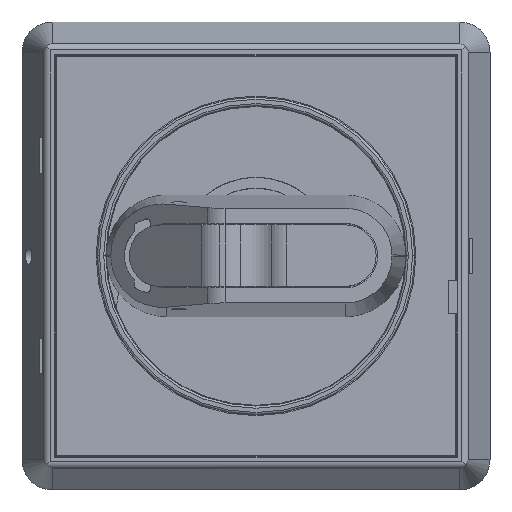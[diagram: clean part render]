
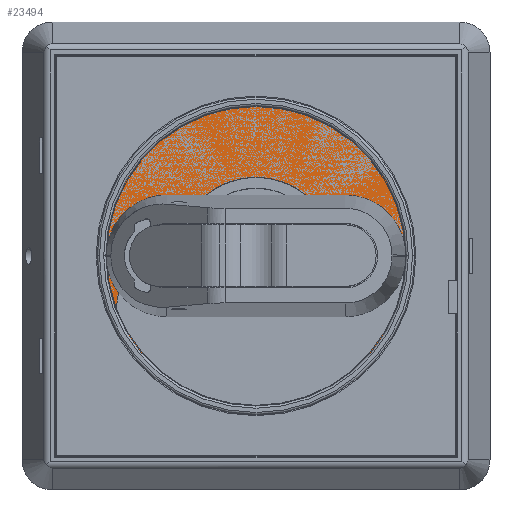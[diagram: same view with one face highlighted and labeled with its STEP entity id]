
A CAD part, top view. The second image highlights one B-rep face of the part: STEP entity #23494.
In plain terms, the highlighted planar face has unit normal (0, 0, 1).
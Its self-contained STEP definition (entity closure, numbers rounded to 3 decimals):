
#9528 = CYLINDRICAL_SURFACE('',#9529,11.);
#9529 = AXIS2_PLACEMENT_3D('',#9530,#9531,#9532);
#9530 = CARTESIAN_POINT('',(0.,0.,-0.485));
#9531 = DIRECTION('',(0.,0.,1.));
#9532 = DIRECTION('',(-1.,0.,0.));
#9555 = CYLINDRICAL_SURFACE('',#9556,11.);
#9556 = AXIS2_PLACEMENT_3D('',#9557,#9558,#9559);
#9557 = CARTESIAN_POINT('',(0.,0.,-0.485));
#9558 = DIRECTION('',(0.,0.,1.));
#9559 = DIRECTION('',(-1.,0.,0.));
#23260 = VERTEX_POINT('',#23261);
#23261 = CARTESIAN_POINT('',(11.,0.,7.7));
#23282 = EDGE_CURVE('',#23283,#23260,#23285,.T.);
#23283 = VERTEX_POINT('',#23284);
#23284 = CARTESIAN_POINT('',(-11.,0.,7.7));
#23285 = SURFACE_CURVE('',#23286,(#23291,#23298),.PCURVE_S1.);
#23286 = CIRCLE('',#23287,11.);
#23287 = AXIS2_PLACEMENT_3D('',#23288,#23289,#23290);
#23288 = CARTESIAN_POINT('',(0.,0.,7.7));
#23289 = DIRECTION('',(0.,0.,1.));
#23290 = DIRECTION('',(-1.,0.,0.));
#23291 = PCURVE('',#9528,#23292);
#23292 = DEFINITIONAL_REPRESENTATION('',(#23293),#23297);
#23293 = LINE('',#23294,#23295);
#23294 = CARTESIAN_POINT('',(0.,8.185));
#23295 = VECTOR('',#23296,1.);
#23296 = DIRECTION('',(1.,0.));
#23297 = ( GEOMETRIC_REPRESENTATION_CONTEXT(2) 
PARAMETRIC_REPRESENTATION_CONTEXT() REPRESENTATION_CONTEXT('2D SPACE',''
  ) );
#23298 = PCURVE('',#23299,#23304);
#23299 = PLANE('',#23300);
#23300 = AXIS2_PLACEMENT_3D('',#23301,#23302,#23303);
#23301 = CARTESIAN_POINT('',(0.,0.,7.7));
#23302 = DIRECTION('',(0.,0.,1.));
#23303 = DIRECTION('',(-1.,0.,0.));
#23304 = DEFINITIONAL_REPRESENTATION('',(#23305),#23309);
#23305 = CIRCLE('',#23306,11.);
#23306 = AXIS2_PLACEMENT_2D('',#23307,#23308);
#23307 = CARTESIAN_POINT('',(0.,0.));
#23308 = DIRECTION('',(1.,0.));
#23309 = ( GEOMETRIC_REPRESENTATION_CONTEXT(2) 
PARAMETRIC_REPRESENTATION_CONTEXT() REPRESENTATION_CONTEXT('2D SPACE',''
  ) );
#23337 = EDGE_CURVE('',#23283,#23260,#23338,.T.);
#23338 = SURFACE_CURVE('',#23339,(#23344,#23351),.PCURVE_S1.);
#23339 = CIRCLE('',#23340,11.);
#23340 = AXIS2_PLACEMENT_3D('',#23341,#23342,#23343);
#23341 = CARTESIAN_POINT('',(0.,0.,7.7));
#23342 = DIRECTION('',(0.,0.,-1.));
#23343 = DIRECTION('',(-1.,0.,0.));
#23344 = PCURVE('',#9555,#23345);
#23345 = DEFINITIONAL_REPRESENTATION('',(#23346),#23350);
#23346 = LINE('',#23347,#23348);
#23347 = CARTESIAN_POINT('',(6.283,8.185));
#23348 = VECTOR('',#23349,1.);
#23349 = DIRECTION('',(-1.,0.));
#23350 = ( GEOMETRIC_REPRESENTATION_CONTEXT(2) 
PARAMETRIC_REPRESENTATION_CONTEXT() REPRESENTATION_CONTEXT('2D SPACE',''
  ) );
#23351 = PCURVE('',#23299,#23352);
#23352 = DEFINITIONAL_REPRESENTATION('',(#23353),#23361);
#23353 = ( BOUNDED_CURVE() B_SPLINE_CURVE(2,(#23354,#23355,#23356,#23357
    ,#23358,#23359,#23360),.UNSPECIFIED.,.T.,.F.) 
B_SPLINE_CURVE_WITH_KNOTS((1,2,2,2,2,1),(-2.094,0.,
    2.094,4.189,6.283,8.378),
.UNSPECIFIED.) CURVE() GEOMETRIC_REPRESENTATION_ITEM() 
RATIONAL_B_SPLINE_CURVE((1.,0.5,1.,0.5,1.,0.5,1.)) REPRESENTATION_ITEM(
  '') );
#23354 = CARTESIAN_POINT('',(11.,0.));
#23355 = CARTESIAN_POINT('',(11.,-19.053));
#23356 = CARTESIAN_POINT('',(-5.5,-9.526));
#23357 = CARTESIAN_POINT('',(-22.,0.));
#23358 = CARTESIAN_POINT('',(-5.5,9.526));
#23359 = CARTESIAN_POINT('',(11.,19.053));
#23360 = CARTESIAN_POINT('',(11.,0.));
#23361 = ( GEOMETRIC_REPRESENTATION_CONTEXT(2) 
PARAMETRIC_REPRESENTATION_CONTEXT() REPRESENTATION_CONTEXT('2D SPACE',''
  ) );
#23494 = ADVANCED_FACE('',(#23495,#23555),#23299,.T.);
#23495 = FACE_BOUND('',#23496,.F.);
#23496 = EDGE_LOOP('',(#23497,#23528));
#23497 = ORIENTED_EDGE('',*,*,#23498,.F.);
#23498 = EDGE_CURVE('',#23499,#23501,#23503,.T.);
#23499 = VERTEX_POINT('',#23500);
#23500 = CARTESIAN_POINT('',(0.,21.,7.7));
#23501 = VERTEX_POINT('',#23502);
#23502 = CARTESIAN_POINT('',(0.,-21.,7.7));
#23503 = SURFACE_CURVE('',#23504,(#23509,#23516),.PCURVE_S1.);
#23504 = CIRCLE('',#23505,21.);
#23505 = AXIS2_PLACEMENT_3D('',#23506,#23507,#23508);
#23506 = CARTESIAN_POINT('',(0.,0.,7.7));
#23507 = DIRECTION('',(0.,0.,1.));
#23508 = DIRECTION('',(0.,1.,0.));
#23509 = PCURVE('',#23299,#23510);
#23510 = DEFINITIONAL_REPRESENTATION('',(#23511),#23515);
#23511 = CIRCLE('',#23512,21.);
#23512 = AXIS2_PLACEMENT_2D('',#23513,#23514);
#23513 = CARTESIAN_POINT('',(0.,0.));
#23514 = DIRECTION('',(0.,-1.));
#23515 = ( GEOMETRIC_REPRESENTATION_CONTEXT(2) 
PARAMETRIC_REPRESENTATION_CONTEXT() REPRESENTATION_CONTEXT('2D SPACE',''
  ) );
#23516 = PCURVE('',#23517,#23522);
#23517 = CYLINDRICAL_SURFACE('',#23518,21.);
#23518 = AXIS2_PLACEMENT_3D('',#23519,#23520,#23521);
#23519 = CARTESIAN_POINT('',(0.,0.,0.));
#23520 = DIRECTION('',(0.,0.,1.));
#23521 = DIRECTION('',(0.,1.,0.));
#23522 = DEFINITIONAL_REPRESENTATION('',(#23523),#23527);
#23523 = LINE('',#23524,#23525);
#23524 = CARTESIAN_POINT('',(0.,7.7));
#23525 = VECTOR('',#23526,1.);
#23526 = DIRECTION('',(1.,0.));
#23527 = ( GEOMETRIC_REPRESENTATION_CONTEXT(2) 
PARAMETRIC_REPRESENTATION_CONTEXT() REPRESENTATION_CONTEXT('2D SPACE',''
  ) );
#23528 = ORIENTED_EDGE('',*,*,#23529,.F.);
#23529 = EDGE_CURVE('',#23501,#23499,#23530,.T.);
#23530 = SURFACE_CURVE('',#23531,(#23536,#23543),.PCURVE_S1.);
#23531 = CIRCLE('',#23532,21.);
#23532 = AXIS2_PLACEMENT_3D('',#23533,#23534,#23535);
#23533 = CARTESIAN_POINT('',(0.,0.,7.7));
#23534 = DIRECTION('',(0.,0.,1.));
#23535 = DIRECTION('',(0.,-1.,0.));
#23536 = PCURVE('',#23299,#23537);
#23537 = DEFINITIONAL_REPRESENTATION('',(#23538),#23542);
#23538 = CIRCLE('',#23539,21.);
#23539 = AXIS2_PLACEMENT_2D('',#23540,#23541);
#23540 = CARTESIAN_POINT('',(0.,0.));
#23541 = DIRECTION('',(0.,1.));
#23542 = ( GEOMETRIC_REPRESENTATION_CONTEXT(2) 
PARAMETRIC_REPRESENTATION_CONTEXT() REPRESENTATION_CONTEXT('2D SPACE',''
  ) );
#23543 = PCURVE('',#23544,#23549);
#23544 = CYLINDRICAL_SURFACE('',#23545,21.);
#23545 = AXIS2_PLACEMENT_3D('',#23546,#23547,#23548);
#23546 = CARTESIAN_POINT('',(0.,0.,0.));
#23547 = DIRECTION('',(0.,0.,1.));
#23548 = DIRECTION('',(0.,1.,0.));
#23549 = DEFINITIONAL_REPRESENTATION('',(#23550),#23554);
#23550 = LINE('',#23551,#23552);
#23551 = CARTESIAN_POINT('',(3.142,7.7));
#23552 = VECTOR('',#23553,1.);
#23553 = DIRECTION('',(1.,0.));
#23554 = ( GEOMETRIC_REPRESENTATION_CONTEXT(2) 
PARAMETRIC_REPRESENTATION_CONTEXT() REPRESENTATION_CONTEXT('2D SPACE',''
  ) );
#23555 = FACE_BOUND('',#23556,.F.);
#23556 = EDGE_LOOP('',(#23557,#23558));
#23557 = ORIENTED_EDGE('',*,*,#23337,.F.);
#23558 = ORIENTED_EDGE('',*,*,#23282,.T.);
